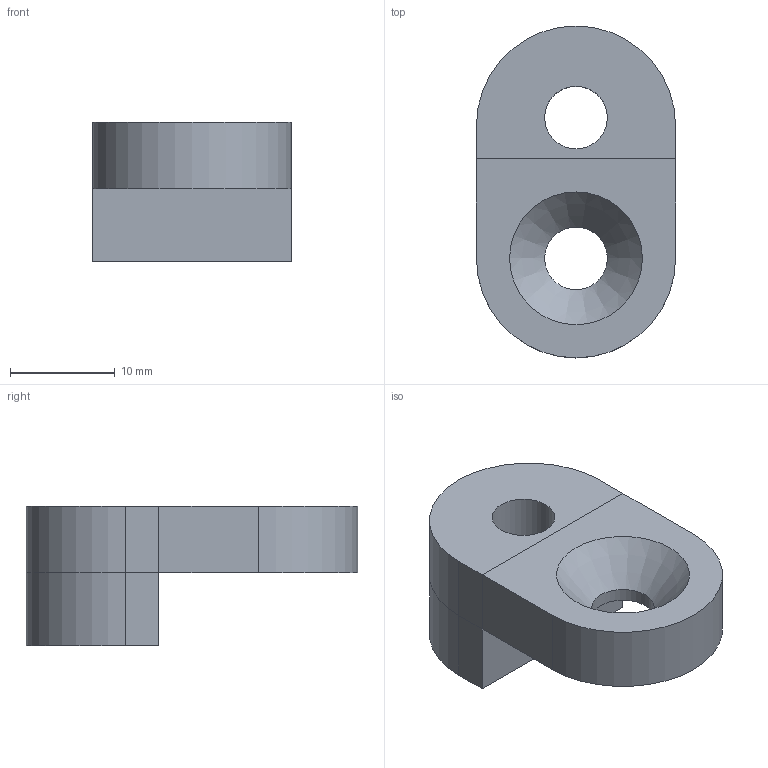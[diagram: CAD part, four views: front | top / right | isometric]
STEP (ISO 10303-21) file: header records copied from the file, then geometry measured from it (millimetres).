
FILE_DESCRIPTION(('FreeCAD Model'),'2;1');
FILE_NAME('Open CASCADE Shape Model','2024-04-14T15:19:01',('Author'),( ''),'Open CASCADE STEP processor 7.6','FreeCAD','Unknown');
FILE_SCHEMA(('AUTOMOTIVE_DESIGN { 1 0 10303 214 1 1 1 1 }'));
Length unit declared in the file: millimetre
Products named in the file (1): Body
Bounding box: 19.05 x 31.75 x 13.34 mm (x, y, z)
Volume: 3918.4 mm3; surface area: 2245.3 mm2
Topology: 1 solids, 1 shells, 19 faces, 39 edges, 23 vertices
Faces by surface type: plane 12, cylinder 6, cone 1
Full cylindrical faces by diameter (mm): 6 x2, 12.7 x1
Entity records: 523 total; most frequent: DIRECTION 91, CARTESIAN_POINT 82, ORIENTED_EDGE 78, EDGE_CURVE 39, AXIS2_PLACEMENT_3D 32, LINE 27, VECTOR 27, FACE_BOUND 24
